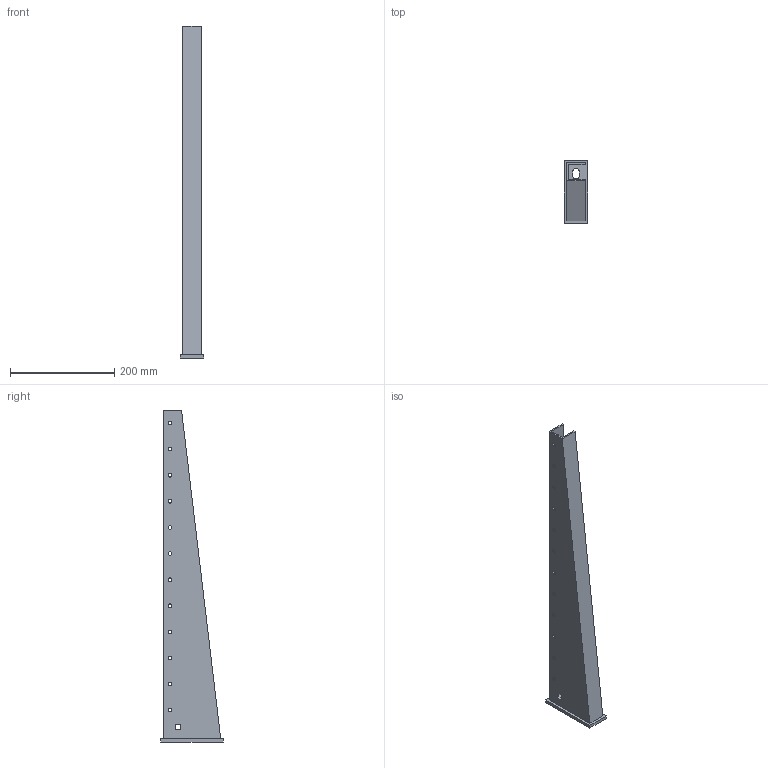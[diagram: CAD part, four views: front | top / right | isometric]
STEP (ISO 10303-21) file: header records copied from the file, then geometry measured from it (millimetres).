
FILE_DESCRIPTION (( 'STEP AP214' ), '1' );
FILE_NAME ('岓臍 192.10.00-04.STEP', '2023-06-15T11:49:14', ( '' ), ( '' ), 'SwSTEP 2.0', 'SolidWorks 2022', '' );
FILE_SCHEMA (( 'AUTOMOTIVE_DESIGN' ));
Length unit declared in the file: millimetre
Products named in the file (1): КИВА 192.10.00-04
Bounding box: 45 x 120 x 636 mm (x, y, z)
Volume: 279094.2 mm3; surface area: 185507.7 mm2
Topology: 1 solids, 1 shells, 102 faces, 297 edges, 198 vertices
Faces by surface type: cylinder 59, plane 43
Entity records: 3553 total; most frequent: DIRECTION 621, CARTESIAN_POINT 598, ORIENTED_EDGE 594, EDGE_CURVE 297, AXIS2_PLACEMENT_3D 221, VERTEX_POINT 198, LINE 179, VECTOR 179
